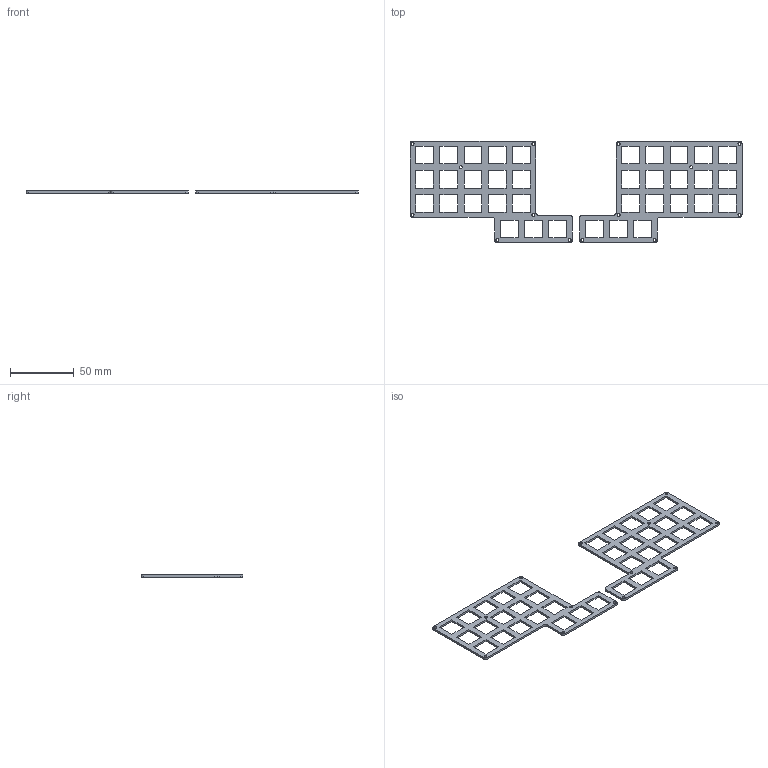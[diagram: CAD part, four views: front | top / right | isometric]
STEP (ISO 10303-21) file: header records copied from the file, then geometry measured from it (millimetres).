
FILE_DESCRIPTION(('KiCad electronic assembly'),'2;1');
FILE_NAME('top.step','2025-04-05T14:30:44',('Pcbnew'),('Kicad'), 'Open CASCADE STEP processor 7.7','KiCad to STEP converter','Unknown' );
FILE_SCHEMA(('AUTOMOTIVE_DESIGN { 1 0 10303 214 1 1 1 1 }'));
Length unit declared in the file: millimetre
Products named in the file (3): top 1; top_PCB_1; top_PCB_2
Assembly tree (2 placements, depth 2):
  top 1
    top_PCB_1
    top_PCB_2
Bounding box: 260.52 x 79.6 x 1.6 mm (x, y, z)
Volume: 11486.7 mm3; surface area: 19048.1 mm2
Topology: 2 solids, 2 shells, 210 faces, 618 edges, 412 vertices
Faces by surface type: plane 180, cylinder 30
Full cylindrical faces by diameter (mm): 2.3 x14
Entity records: 7163 total; most frequent: CARTESIAN_POINT 1243, ORIENTED_EDGE 1236, DIRECTION 1104, EDGE_CURVE 618, LINE 558, VECTOR 558, VERTEX_POINT 412, FACE_BOUND 310
